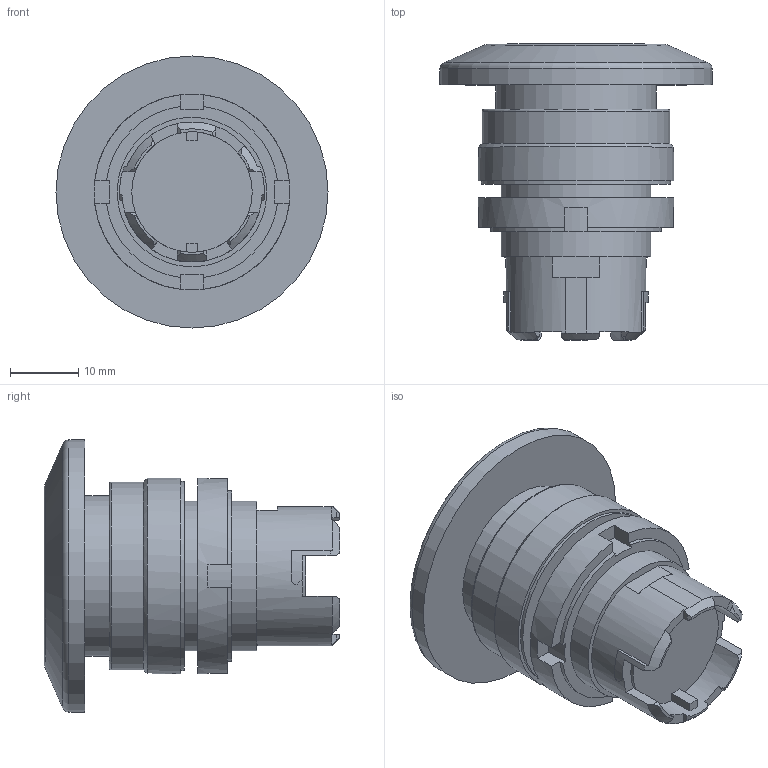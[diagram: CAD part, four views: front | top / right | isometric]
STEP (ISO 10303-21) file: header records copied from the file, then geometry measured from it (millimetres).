
FILE_DESCRIPTION( ( 'Unknown' ), '1' );
FILE_NAME( 'A20L-M4Ex-Solid3D-20180706.stp', 'Unknown', ( 'Unknown' ), ( 'Unknown' ), 'XStep 1.0', 'Unknown', ' ' );
FILE_SCHEMA( ( 'automotive_design' ) );
Length unit declared in the file: millimetre
Products named in the file (1): 5
Bounding box: 40 x 43.49 x 40 mm (x, y, z)
Volume: 0.1 mm3; surface area: 7018.1 mm2
Topology: 1 solids, 2 shells, 131 faces, 362 edges, 240 vertices
Faces by surface type: plane 88, cylinder 28, cone 9, torus 5, bspline 1
Full cylindrical faces by diameter (mm): 22 x2, 23.6 x1, 24 x1, 27.6 x1, 27.8 x1, 28.8 x1, 40 x1
Entity records: 5130 total; most frequent: CARTESIAN_POINT 799, DIRECTION 699, ORIENTED_EDGE 662, EDGE_CURVE 331, AXIS2_PLACEMENT_3D 264, VERTEX_POINT 228, LINE 171, VECTOR 171
